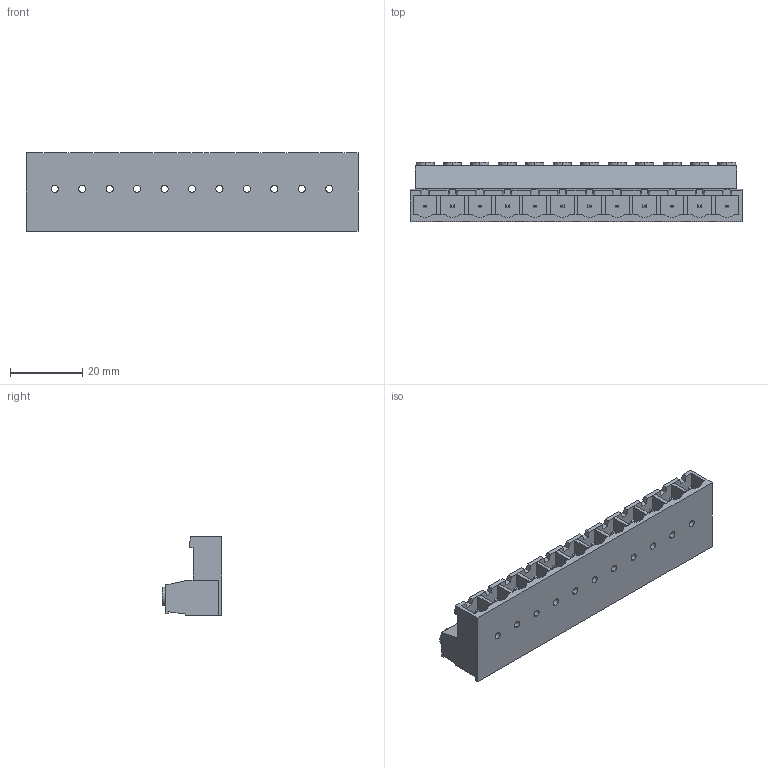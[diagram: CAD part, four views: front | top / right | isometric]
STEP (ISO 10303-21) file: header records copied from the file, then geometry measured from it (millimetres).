
FILE_DESCRIPTION (( 'STEP AP203' ), '1' );
FILE_NAME ('SOKETLI KABLO BIRLESIRICI KLEMENS - 7,62 MM KABLO BIRLESTIRICI ERKEK - 12 LI.STEP', '2018-10-01T08:05:09', ( 'user' ), ( '' ), 'SwSTEP 2.0', 'SolidWorks 2016', '' );
FILE_SCHEMA (( 'CONFIG_CONTROL_DESIGN' ));
Length unit declared in the file: millimetre
Products named in the file (1): SOKETLI KABLO BIRLESIRICI KLEMENS  - 7,62 MM  KABLO BIRLESTIRICI ERKEK - 12 LI
Bounding box: 92.18 x 16.4 x 21.75 mm (x, y, z)
Volume: 16658.5 mm3; surface area: 12344.8 mm2
Topology: 1 solids, 1 shells, 500 faces, 1312 edges, 874 vertices
Faces by surface type: plane 418, cylinder 82
Entity records: 15393 total; most frequent: CARTESIAN_POINT 2687, ORIENTED_EDGE 2624, DIRECTION 2526, EDGE_CURVE 1312, VECTOR 1100, LINE 1100, VERTEX_POINT 874, AXIS2_PLACEMENT_3D 713
